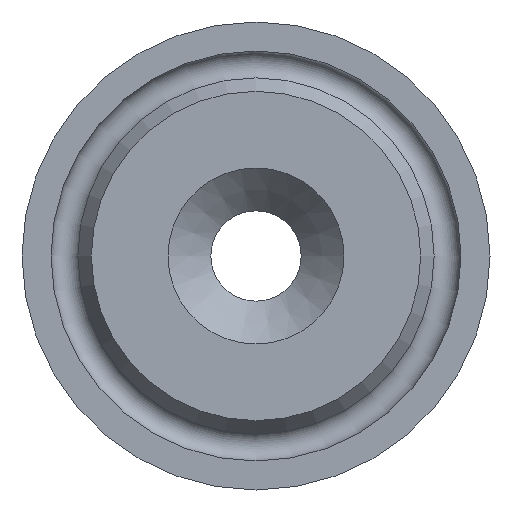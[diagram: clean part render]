
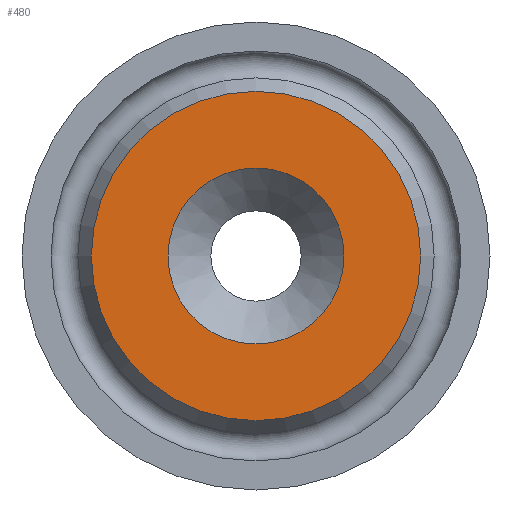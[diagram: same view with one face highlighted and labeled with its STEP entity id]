
A CAD part, left-side view. The second image highlights one B-rep face of the part: STEP entity #480.
In plain terms, the highlighted planar face has unit normal (-1, 0, 0).
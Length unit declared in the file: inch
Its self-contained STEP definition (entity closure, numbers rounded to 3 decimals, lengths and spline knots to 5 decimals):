
#19=FACE_BOUND('',#99,.T.);
#71=FACE_OUTER_BOUND('',#98,.T.);
#98=EDGE_LOOP('',(#422,#423));
#99=EDGE_LOOP('',(#424,#425));
#182=CIRCLE('',#559,0.185);
#183=CIRCLE('',#560,0.185);
#184=CIRCLE('',#562,0.34626);
#185=CIRCLE('',#563,0.34626);
#233=VERTEX_POINT('',#855);
#234=VERTEX_POINT('',#857);
#235=VERTEX_POINT('',#861);
#236=VERTEX_POINT('',#862);
#299=EDGE_CURVE('',#234,#233,#182,.T.);
#300=EDGE_CURVE('',#233,#234,#183,.T.);
#301=EDGE_CURVE('',#235,#236,#184,.T.);
#302=EDGE_CURVE('',#236,#235,#185,.T.);
#422=ORIENTED_EDGE('',*,*,#301,.F.);
#423=ORIENTED_EDGE('',*,*,#302,.F.);
#424=ORIENTED_EDGE('',*,*,#299,.T.);
#425=ORIENTED_EDGE('',*,*,#300,.T.);
#459=PLANE('',#561);
#480=ADVANCED_FACE('',(#71,#19),#459,.T.);
#559=AXIS2_PLACEMENT_3D('',#858,#706,#707);
#560=AXIS2_PLACEMENT_3D('',#859,#708,#709);
#561=AXIS2_PLACEMENT_3D('',#860,#710,#711);
#562=AXIS2_PLACEMENT_3D('',#863,#712,#713);
#563=AXIS2_PLACEMENT_3D('',#864,#714,#715);
#706=DIRECTION('center_axis',(1.,0.,0.));
#707=DIRECTION('ref_axis',(0.,1.,0.));
#708=DIRECTION('center_axis',(1.,0.,0.));
#709=DIRECTION('ref_axis',(0.,1.,0.));
#710=DIRECTION('center_axis',(-1.,0.,0.));
#711=DIRECTION('ref_axis',(0.,0.,1.));
#712=DIRECTION('center_axis',(1.,0.,0.));
#713=DIRECTION('ref_axis',(0.,1.,0.));
#714=DIRECTION('center_axis',(1.,0.,0.));
#715=DIRECTION('ref_axis',(0.,1.,0.));
#855=CARTESIAN_POINT('',(0.0313,-0.185,0.));
#857=CARTESIAN_POINT('',(0.0313,0.185,0.));
#858=CARTESIAN_POINT('Origin',(0.0313,0.,0.));
#859=CARTESIAN_POINT('Origin',(0.0313,0.,0.));
#860=CARTESIAN_POINT('Origin',(0.0313,0.26563,0.));
#861=CARTESIAN_POINT('',(0.0313,0.34626,0.));
#862=CARTESIAN_POINT('',(0.0313,-0.34626,0.));
#863=CARTESIAN_POINT('Origin',(0.0313,0.,0.));
#864=CARTESIAN_POINT('Origin',(0.0313,0.,0.));
